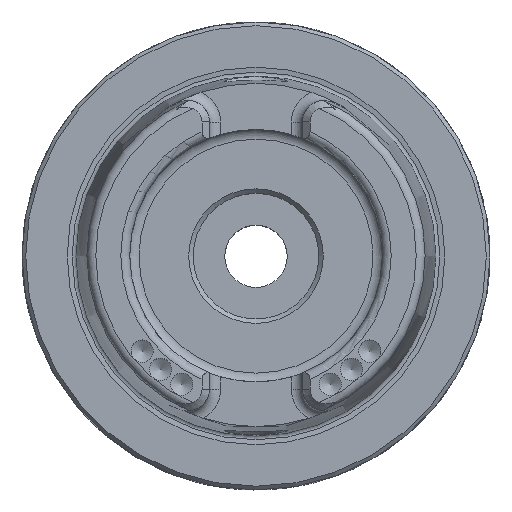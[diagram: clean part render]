
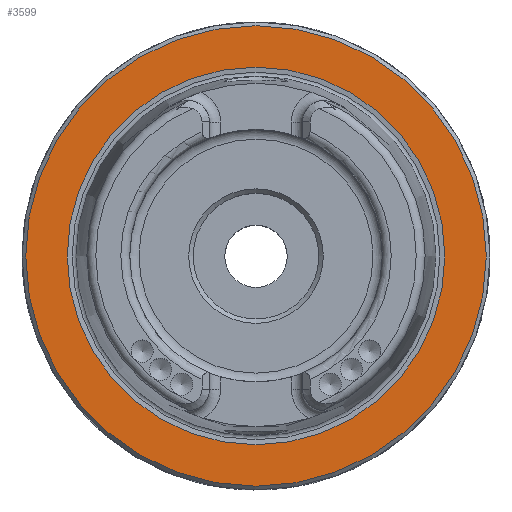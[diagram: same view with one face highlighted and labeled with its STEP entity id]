
A CAD part, top view. The second image highlights one B-rep face of the part: STEP entity #3599.
In plain terms, the highlighted planar face has unit normal (0, 0, 1).
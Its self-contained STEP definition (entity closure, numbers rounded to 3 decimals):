
#347=PLANE('',#3877);
#783=ORIENTED_EDGE('',*,*,#1244,.T.);
#784=ORIENTED_EDGE('',*,*,#1241,.F.);
#1241=EDGE_CURVE('',#1526,#1526,#1724,.T.);
#1244=EDGE_CURVE('',#1529,#1529,#1727,.T.);
#1526=VERTEX_POINT('',#5418);
#1529=VERTEX_POINT('',#5427);
#1724=CIRCLE('',#3872,25.418);
#1727=CIRCLE('',#3878,31.);
#1949=EDGE_LOOP('',(#783));
#1950=EDGE_LOOP('',(#784));
#2208=FACE_BOUND('',#1949,.T.);
#2209=FACE_BOUND('',#1950,.T.);
#3599=ADVANCED_FACE('',(#2208,#2209),#347,.T.);
#3872=AXIS2_PLACEMENT_3D('',#5417,#4435,#4436);
#3877=AXIS2_PLACEMENT_3D('',#5425,#4445,#4446);
#3878=AXIS2_PLACEMENT_3D('',#5426,#4447,#4448);
#4435=DIRECTION('',(0.,0.,1.));
#4436=DIRECTION('',(1.,0.,0.));
#4445=DIRECTION('',(0.,0.,1.));
#4446=DIRECTION('',(1.,0.,0.));
#4447=DIRECTION('',(0.,0.,1.));
#4448=DIRECTION('',(1.,0.,0.));
#5417=CARTESIAN_POINT('',(0.,0.,0.));
#5418=CARTESIAN_POINT('',(25.418,0.,0.));
#5425=CARTESIAN_POINT('',(31.,0.,0.));
#5426=CARTESIAN_POINT('',(0.,0.,0.));
#5427=CARTESIAN_POINT('',(31.,0.,0.));
